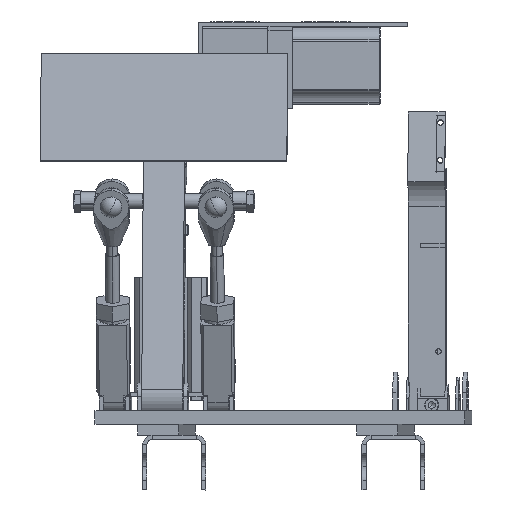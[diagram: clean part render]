
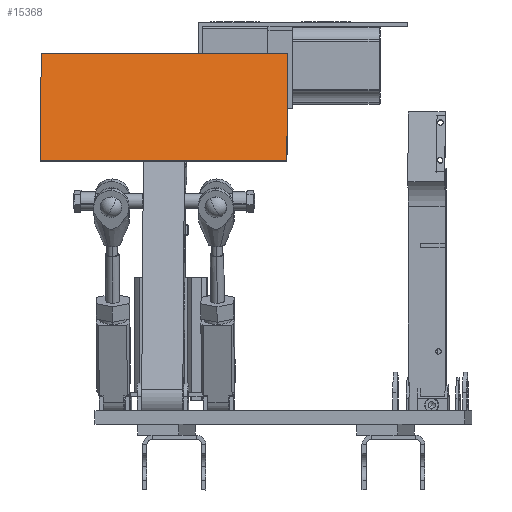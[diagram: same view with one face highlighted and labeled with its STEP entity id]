
A CAD part, left-side view. The second image highlights one B-rep face of the part: STEP entity #15368.
In plain terms, the highlighted face is planar.
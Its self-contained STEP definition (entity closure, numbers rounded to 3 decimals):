
#15244=CARTESIAN_POINT('Vertex',(-90.,-6.,250.)) ;
#15258=CARTESIAN_POINT('Vertex',(-90.,-6.,170.)) ;
#15261=CARTESIAN_POINT('Line Origine',(-90.,-6.,210.)) ;
#15284=CARTESIAN_POINT('Vertex',(90.,-6.,250.)) ;
#15292=CARTESIAN_POINT('Line Origine',(0.,-6.,250.)) ;
#15337=CARTESIAN_POINT('Vertex',(90.,-6.,170.)) ;
#15340=CARTESIAN_POINT('Line Origine',(0.,-6.,170.)) ;
#15352=CARTESIAN_POINT('Axis2P3D Location',(0.,-6.,0.)) ;
#15357=CARTESIAN_POINT('Line Origine',(90.,-6.,210.)) ;
#15262=DIRECTION('Vector Direction',(0.,0.,-1.)) ;
#15293=DIRECTION('Vector Direction',(1.,0.,0.)) ;
#15341=DIRECTION('Vector Direction',(-1.,0.,0.)) ;
#15353=DIRECTION('Axis2P3D Direction',(0.,-1.,0.)) ;
#15354=DIRECTION('Axis2P3D XDirection',(1.,0.,0.)) ;
#15358=DIRECTION('Vector Direction',(0.,0.,1.)) ;
#15355=AXIS2_PLACEMENT_3D('Plane Axis2P3D',#15352,#15353,#15354) ;
#15363=ORIENTED_EDGE('',*,*,#15265,.T.) ;
#15364=ORIENTED_EDGE('',*,*,#15344,.T.) ;
#15365=ORIENTED_EDGE('',*,*,#15361,.T.) ;
#15366=ORIENTED_EDGE('',*,*,#15296,.T.) ;
#15263=VECTOR('Line Direction',#15262,1.) ;
#15294=VECTOR('Line Direction',#15293,1.) ;
#15342=VECTOR('Line Direction',#15341,1.) ;
#15359=VECTOR('Line Direction',#15358,1.) ;
#15368=ADVANCED_FACE('\X2\96F64EF651E04F554F53\X0\.1',(#15367),#15356,.T.) ;
#15265=EDGE_CURVE('',#15245,#15259,#15264,.T.) ;
#15296=EDGE_CURVE('',#15285,#15245,#15295,.F.) ;
#15344=EDGE_CURVE('',#15259,#15338,#15343,.F.) ;
#15361=EDGE_CURVE('',#15338,#15285,#15360,.T.) ;
#15362=EDGE_LOOP('',(#15363,#15364,#15365,#15366)) ;
#15367=FACE_OUTER_BOUND('',#15362,.T.) ;
#15264=LINE('Line',#15261,#15263) ;
#15295=LINE('Line',#15292,#15294) ;
#15343=LINE('Line',#15340,#15342) ;
#15360=LINE('Line',#15357,#15359) ;
#15356=PLANE('',#15355) ;
#15245=VERTEX_POINT('',#15244) ;
#15259=VERTEX_POINT('',#15258) ;
#15285=VERTEX_POINT('',#15284) ;
#15338=VERTEX_POINT('',#15337) ;
